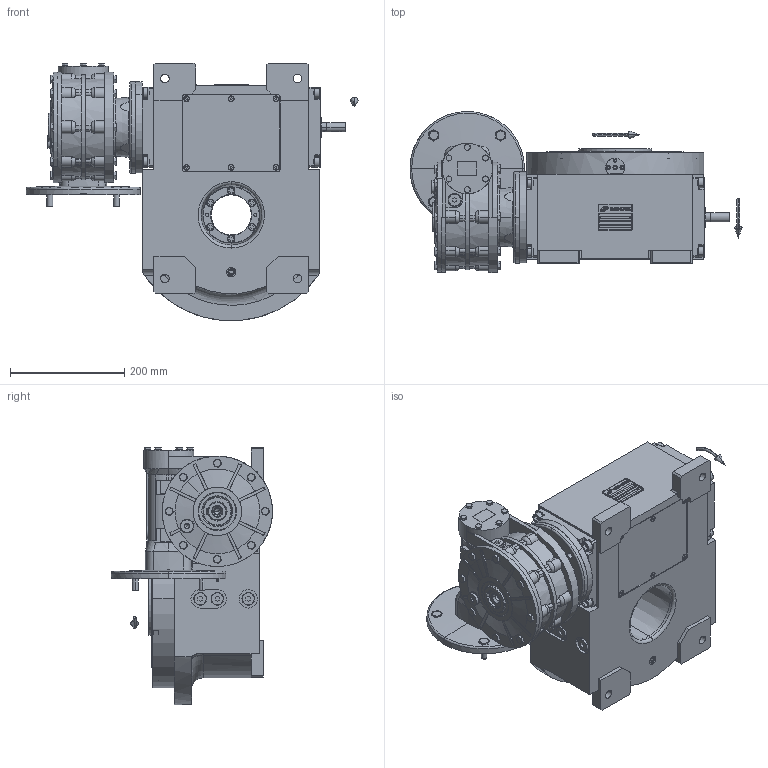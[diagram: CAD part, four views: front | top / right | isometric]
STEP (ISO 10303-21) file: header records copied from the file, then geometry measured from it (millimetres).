
FILE_DESCRIPTION (( 'STEP AP203' ), '1' );
FILE_NAME ('PC5201918.step', '2026-03-11T15:56:19', ( '' ), ( '' ), 'SwSTEP 2.0', 'SolidWorks 2020', '' );
FILE_SCHEMA (( 'CONFIG_CONTROL_DESIGN' ));
Length unit declared in the file: millimetre
Products named in the file (85): CFN2356_03_053.stp; cfn2003_01_054; AS_rig09_002_bl_008; rig09_016; olio_agip_blasia_150; AS_rig09_004; cfn2000_01_099; CFN2000_01_185.stp; cfn2000_01_126; cfn2104_01_018; cfn2205_01_015; rig09_007_master; RIG09_021_AF0.stp; rig09_071_6_m.stp; rig09_010_s_001; cfn2000_01_081; freccia_angolare_albero; cfn2070_05_009; AS_cfn2476_01_002_60x46; AS_900_38_30_003; rig09_004; RIG09_005_AF0.stp; cfn2077_01_036; cfn2276_01_056; cfn2476_01_002_60x46; cfn2128_04_002; AS_rig09_016; RMI85_F3_SX_90B5; cfn2115_02_145; CFN2223_02_004.stp; cfn2155_01_095; rig09_003_6; cfn2115_02_057; AS_rig09_071_6_m; cfn2107_01_001; rig09_017; rig09_001_a; AS_rig09_017; cfn2151_01_115; CFN2223_02_003.stp ...
Assembly tree (73 placements, depth 5):
  CFN2356_03_053.stp
  olio_agip_blasia_150
  cfn2205_01_015
  rig09_007_master
  cfn2077_01_036
Bounding box: 580 x 281.5 x 450 mm (x, y, z)
Volume: 8958564.5 mm3; surface area: 1609528.8 mm2
Topology: 64 solids, 64 shells, 3201 faces, 8016 edges, 5166 vertices
Faces by surface type: plane 1538, cylinder 984, cone 419, torus 221, bspline 35, sphere 4
Entity records: 121748 total; most frequent: CARTESIAN_POINT 37436, ORIENTED_EDGE 15708, DIRECTION 15610, EDGE_CURVE 7854, AXIS2_PLACEMENT_3D 5645, VERTEX_POINT 5105, VECTOR 4320, LINE 4320
